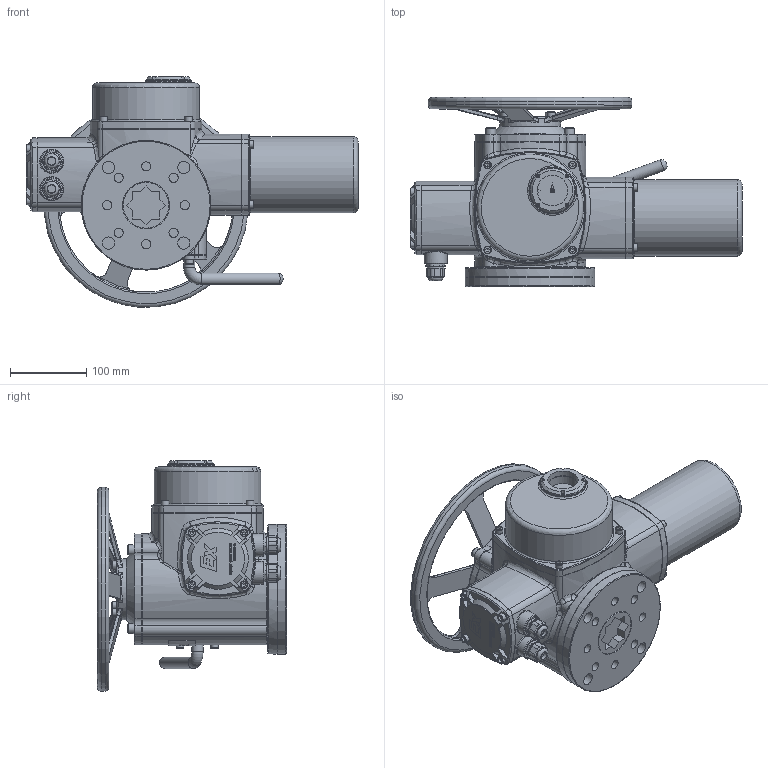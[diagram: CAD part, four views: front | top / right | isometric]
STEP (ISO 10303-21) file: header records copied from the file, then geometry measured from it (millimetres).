
FILE_DESCRIPTION(/* description */ (''),/* implementation_level */ '2;1');
FILE_NAME(/* name */ 'MT-N-020EM_3D_STEP.stp',/* time_stamp */ '2025-12-25T11:20:35+03:00',/* author */ ('igorr'),/* organization */ (''),/* preprocessor_version */ 'ST-DEVELOPER v20',/* originating_system */ 'Autodesk Inventor 2025',/* authorisation */ '');
FILE_SCHEMA (('AUTOMOTIVE_DESIGN { 1 0 10303 214 3 1 1 }'));
Products named in the file (7): Сборка1; Деталь1; Деталь2; Деталь1_1; AS 1427 - M2,5 x 4; AS 1420 - 1973 - M6 x 10; AS 1420 - 1973 - M8 x 16
Assembly tree (32 placements, depth 2):
  Сборка1
    Деталь1
    Деталь2
    Деталь1_1  x2
    AS 1420 - 1973 - M6 x 10  x19
    AS 1427 - M2,5 x 4  x5
    AS 1420 - 1973 - M8 x 16  x4
Bounding box: 435.5 x 248 x 302.15 mm (x, y, z)
Volume: 8206260.6 mm3; surface area: 551360.4 mm2
Topology: 33 solids, 33 shells, 2216 faces, 5720 edges, 3729 vertices
Faces by surface type: plane 1020, bspline 516, cylinder 380, torus 169, cone 125, sphere 6
Full cylindrical faces by diameter (mm): 2.224 x5, 2.5 x5, 3 x1, 6 x20, 7 x7, 8 x4, 10 x19, 10.772 x2, 12 x8, 13 x4, 15 x2, 16 x4, 18.963 x2, 21.521 x2, 30 x2, 32.618 x1, 38 x1, 39.966 x1, 40 x2, 40.456 x1, 42 x1, 50 x1, 60 x1, 60.335 x1, 60.968 x1, 62 x1, 76.454 x1, 80 x1, 100 x1, 140 x1
Entity records: 71791 total; most frequent: CARTESIAN_POINT 29303, ORIENTED_EDGE 9096, DIRECTION 7249, EDGE_CURVE 4548, VERTEX_POINT 2960, AXIS2_PLACEMENT_3D 2553, LINE 2143, VECTOR 2143
